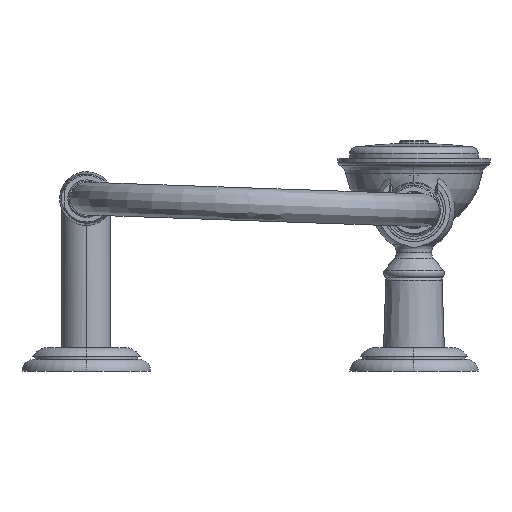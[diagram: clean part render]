
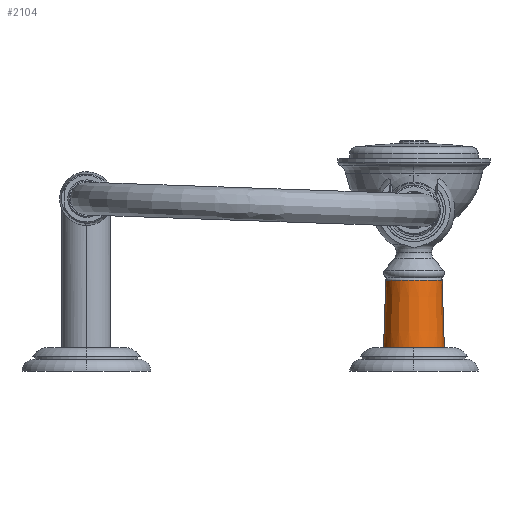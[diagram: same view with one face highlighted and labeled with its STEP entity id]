
A CAD part, front view. The second image highlights one B-rep face of the part: STEP entity #2104.
In plain terms, the highlighted conical face has half-angle 1.92 degrees and reference radius 13 mm.
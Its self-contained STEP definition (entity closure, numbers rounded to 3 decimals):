
#182 = DIRECTION ( 'NONE',  ( 0.034, 0., -0.999 ) ) ;
#205 = DIRECTION ( 'NONE',  ( -0.034, 0., -0.999 ) ) ;
#434 = CARTESIAN_POINT ( 'NONE',  ( -12.033, 0., -0.966 ) ) ;
#850 = CARTESIAN_POINT ( 'NONE',  ( -13., 0., -29.8 ) ) ;
#971 = ORIENTED_EDGE ( 'NONE', *, *, #3045, .T. ) ;
#1301 = VECTOR ( 'NONE', #205, 1000. ) ;
#1380 = AXIS2_PLACEMENT_3D ( 'NONE', #2385, #6258, #2954 ) ;
#1476 = CIRCLE ( 'NONE', #1380, 12.033 ) ;
#1642 = VECTOR ( 'NONE', #182, 1000. ) ;
#2030 = EDGE_CURVE ( 'NONE', #3900, #3181, #5269, .T. ) ;
#2104 = ADVANCED_FACE ( 'NONE', ( #3293 ), #4408, .T. ) ;
#2156 = EDGE_CURVE ( 'NONE', #2947, #5096, #1476, .T. ) ;
#2275 = CARTESIAN_POINT ( 'NONE',  ( 0., 0., -29.8 ) ) ;
#2385 = CARTESIAN_POINT ( 'NONE',  ( 0., 0., -0.966 ) ) ;
#2395 = ORIENTED_EDGE ( 'NONE', *, *, #2997, .F. ) ;
#2839 = DIRECTION ( 'NONE',  ( -1., 0., 0. ) ) ;
#2890 = DIRECTION ( 'NONE',  ( 0., 0., -1. ) ) ;
#2947 = VERTEX_POINT ( 'NONE', #3424 ) ;
#2954 = DIRECTION ( 'NONE',  ( -1., 0., 0. ) ) ;
#2997 = EDGE_CURVE ( 'NONE', #2947, #3900, #4571, .T. ) ;
#3045 = EDGE_CURVE ( 'NONE', #5096, #3181, #5686, .T. ) ;
#3181 = VERTEX_POINT ( 'NONE', #850 ) ;
#3293 = FACE_OUTER_BOUND ( 'NONE', #7141, .T. ) ;
#3424 = CARTESIAN_POINT ( 'NONE',  ( 12.033, 0., -0.966 ) ) ;
#3435 = CARTESIAN_POINT ( 'NONE',  ( 0., 0., -29.8 ) ) ;
#3470 = CARTESIAN_POINT ( 'NONE',  ( 13., 0., -29.8 ) ) ;
#3494 = CARTESIAN_POINT ( 'NONE',  ( -13., 0., -29.8 ) ) ;
#3900 = VERTEX_POINT ( 'NONE', #4815 ) ;
#4047 = ORIENTED_EDGE ( 'NONE', *, *, #2030, .F. ) ;
#4408 = CONICAL_SURFACE ( 'NONE', #6697, 13., 0.034 ) ;
#4571 = LINE ( 'NONE', #3470, #1642 ) ;
#4815 = CARTESIAN_POINT ( 'NONE',  ( 13., 0., -29.8 ) ) ;
#5068 = DIRECTION ( 'NONE',  ( -1., 0., 0. ) ) ;
#5096 = VERTEX_POINT ( 'NONE', #434 ) ;
#5201 = AXIS2_PLACEMENT_3D ( 'NONE', #2275, #6141, #2839 ) ;
#5269 = CIRCLE ( 'NONE', #5201, 13. ) ;
#5686 = LINE ( 'NONE', #3494, #1301 ) ;
#5849 = ORIENTED_EDGE ( 'NONE', *, *, #2156, .T. ) ;
#6141 = DIRECTION ( 'NONE',  ( 0., 0., -1. ) ) ;
#6258 = DIRECTION ( 'NONE',  ( 0., 0., -1. ) ) ;
#6697 = AXIS2_PLACEMENT_3D ( 'NONE', #3435, #2890, #5068 ) ;
#7141 = EDGE_LOOP ( 'NONE', ( #2395, #5849, #971, #4047 ) ) ;
